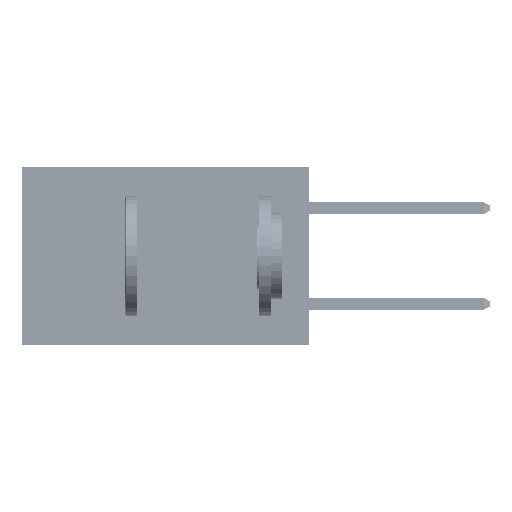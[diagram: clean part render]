
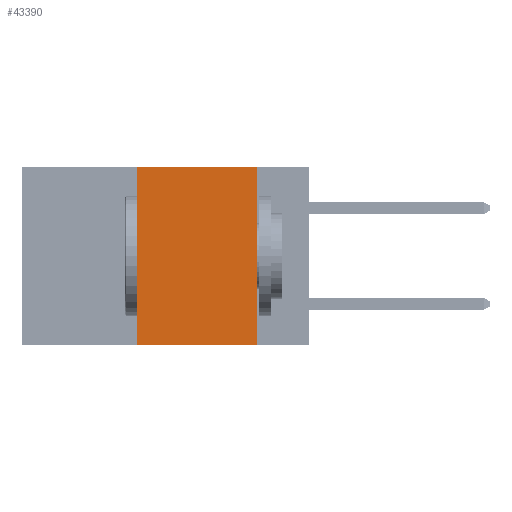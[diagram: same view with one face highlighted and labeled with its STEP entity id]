
A CAD part, left-side view. The second image highlights one B-rep face of the part: STEP entity #43390.
In plain terms, the highlighted planar face has unit normal (-1, 0, 0).
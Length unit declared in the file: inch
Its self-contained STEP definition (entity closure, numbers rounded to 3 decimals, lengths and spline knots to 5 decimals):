
#1640 = FACE_OUTER_BOUND ( 'NONE', #38791, .T. ) ;
#3131 = CARTESIAN_POINT ( 'NONE',  ( 0., 0.6, 0. ) ) ;
#5248 = CARTESIAN_POINT ( 'NONE',  ( 0., 0.11, 0. ) ) ;
#7200 = EDGE_CURVE ( 'NONE', #27201, #36943, #39159, .T. ) ;
#9386 = LINE ( 'NONE', #38318, #32918 ) ;
#10637 = ORIENTED_EDGE ( 'NONE', *, *, #22111, .F. ) ;
#12093 = EDGE_CURVE ( 'NONE', #39424, #21836, #9386, .T. ) ;
#12889 = DIRECTION ( 'NONE',  ( 0., -1., 0. ) ) ;
#13253 = DIRECTION ( 'NONE',  ( 0., -1., 0. ) ) ;
#15347 = LINE ( 'NONE', #46777, #37099 ) ;
#16202 = CARTESIAN_POINT ( 'NONE',  ( 0., 0.36, 0. ) ) ;
#20150 = CARTESIAN_POINT ( 'NONE',  ( 0., 0.11, -0.37 ) ) ;
#21836 = VERTEX_POINT ( 'NONE', #16202 ) ;
#21907 = PLANE ( 'NONE',  #44912 ) ;
#22111 = EDGE_CURVE ( 'NONE', #21836, #27201, #47793, .T. ) ;
#27201 = VERTEX_POINT ( 'NONE', #5248 ) ;
#28214 = CARTESIAN_POINT ( 'NONE',  ( 0., 0.6, 0. ) ) ;
#28847 = ORIENTED_EDGE ( 'NONE', *, *, #31271, .T. ) ;
#29435 = DIRECTION ( 'NONE',  ( 0., 0., -1. ) ) ;
#30942 = DIRECTION ( 'NONE',  ( 0., 0., 1. ) ) ;
#31271 = EDGE_CURVE ( 'NONE', #39424, #36943, #15347, .T. ) ;
#31488 = DIRECTION ( 'NONE',  ( 0., 0., -1. ) ) ;
#32918 = VECTOR ( 'NONE', #30942, 39.37008 ) ;
#35364 = ORIENTED_EDGE ( 'NONE', *, *, #7200, .F. ) ;
#36943 = VERTEX_POINT ( 'NONE', #20150 ) ;
#37099 = VECTOR ( 'NONE', #12889, 39.37008 ) ;
#38318 = CARTESIAN_POINT ( 'NONE',  ( 0., 0.36, 0. ) ) ;
#38791 = EDGE_LOOP ( 'NONE', ( #35364, #10637, #45280, #28847 ) ) ;
#39159 = LINE ( 'NONE', #42998, #41468 ) ;
#39424 = VERTEX_POINT ( 'NONE', #48671 ) ;
#41468 = VECTOR ( 'NONE', #31488, 39.37008 ) ;
#42998 = CARTESIAN_POINT ( 'NONE',  ( 0., 0.11, 0. ) ) ;
#43390 = ADVANCED_FACE ( 'NONE', ( #1640 ), #21907, .F. ) ;
#44912 = AXIS2_PLACEMENT_3D ( 'NONE', #3131, #48188, #29435 ) ;
#45280 = ORIENTED_EDGE ( 'NONE', *, *, #12093, .F. ) ;
#46777 = CARTESIAN_POINT ( 'NONE',  ( 0., 0.6, -0.37 ) ) ;
#47793 = LINE ( 'NONE', #28214, #48353 ) ;
#48188 = DIRECTION ( 'NONE',  ( 1., 0., 0. ) ) ;
#48353 = VECTOR ( 'NONE', #13253, 39.37008 ) ;
#48671 = CARTESIAN_POINT ( 'NONE',  ( 0., 0.36, -0.37 ) ) ;
